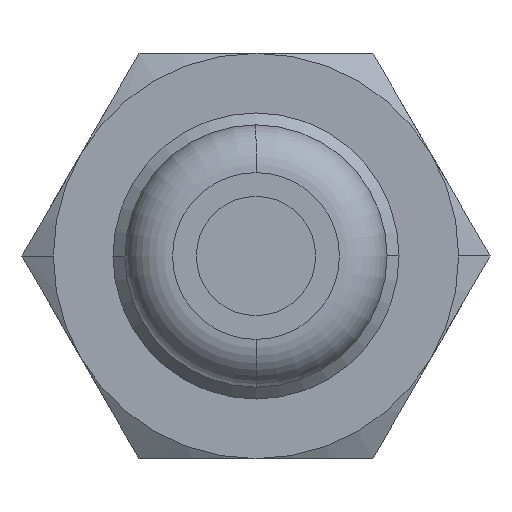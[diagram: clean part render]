
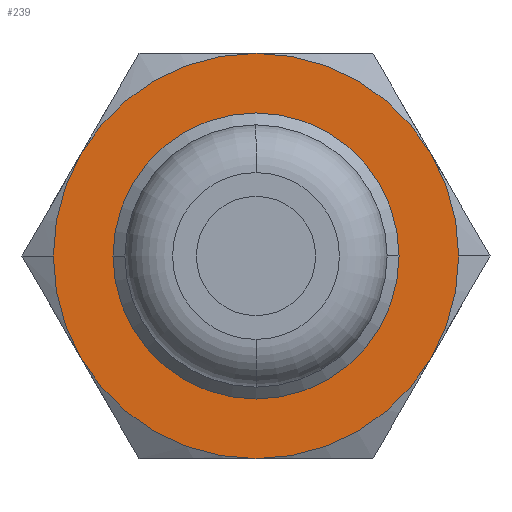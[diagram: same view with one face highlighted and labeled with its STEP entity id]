
A CAD part, front view. The second image highlights one B-rep face of the part: STEP entity #239.
In plain terms, the highlighted planar face has unit normal (0, -1, 0).
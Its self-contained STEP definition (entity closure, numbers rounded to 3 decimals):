
#239=ADVANCED_FACE('',(#418,#419),#420,.T.);
#418=FACE_OUTER_BOUND('',#636,.T.);
#419=FACE_BOUND('',#637,.T.);
#420=PLANE('',#638);
#636=EDGE_LOOP('',(#1221,#1222,#1223,#1224,#1225,#1226,#1227,#1228));
#637=EDGE_LOOP('',(#1229,#1230));
#638=AXIS2_PLACEMENT_3D('',#1231,#1232,#1233);
#1221=ORIENTED_EDGE('',*,*,#1654,.F.);
#1222=ORIENTED_EDGE('',*,*,#1640,.F.);
#1223=ORIENTED_EDGE('',*,*,#1643,.F.);
#1224=ORIENTED_EDGE('',*,*,#1645,.F.);
#1225=ORIENTED_EDGE('',*,*,#1638,.F.);
#1226=ORIENTED_EDGE('',*,*,#1649,.F.);
#1227=ORIENTED_EDGE('',*,*,#1652,.F.);
#1228=ORIENTED_EDGE('',*,*,#1634,.F.);
#1229=ORIENTED_EDGE('',*,*,#1674,.T.);
#1230=ORIENTED_EDGE('',*,*,#1618,.T.);
#1231=CARTESIAN_POINT('',(7.25,-13.0,0.0));
#1232=DIRECTION('',(0.0,-1.0,0.0));
#1233=DIRECTION('',(-1.0,0.0,0.0));
#1618=EDGE_CURVE('',#1931,#1928,#1932,.T.);
#1634=EDGE_CURVE('',#1958,#1961,#1962,.T.);
#1638=EDGE_CURVE('',#1967,#1965,#1969,.T.);
#1640=EDGE_CURVE('',#1971,#1973,#1974,.T.);
#1643=EDGE_CURVE('',#1977,#1971,#1979,.T.);
#1645=EDGE_CURVE('',#1965,#1977,#1981,.T.);
#1649=EDGE_CURVE('',#1985,#1967,#1987,.T.);
#1652=EDGE_CURVE('',#1961,#1985,#1991,.T.);
#1654=EDGE_CURVE('',#1973,#1958,#1993,.T.);
#1674=EDGE_CURVE('',#1928,#1931,#2021,.T.);
#1928=VERTEX_POINT('',#2371);
#1931=VERTEX_POINT('',#2375);
#1932=CIRCLE('',#2376,6.0);
#1958=VERTEX_POINT('',#2431);
#1961=VERTEX_POINT('',#2435);
#1962=CIRCLE('',#2436,8.5);
#1965=VERTEX_POINT('',#2450);
#1967=VERTEX_POINT('',#2453);
#1969=CIRCLE('',#2466,8.5);
#1971=VERTEX_POINT('',#2468);
#1973=VERTEX_POINT('',#2481);
#1974=CIRCLE('',#2482,8.5);
#1977=VERTEX_POINT('',#2496);
#1979=CIRCLE('',#2509,8.5);
#1981=CIRCLE('',#2522,8.5);
#1985=VERTEX_POINT('',#2548);
#1987=CIRCLE('',#2561,8.5);
#1991=CIRCLE('',#2587,8.5);
#1993=CIRCLE('',#2600,8.5);
#2021=CIRCLE('',#2738,6.0);
#2371=CARTESIAN_POINT('',(6.0,-13.0,0.0));
#2375=CARTESIAN_POINT('',(-6.0,-13.0,0.));
#2376=AXIS2_PLACEMENT_3D('',#3407,#3408,#3409);
#2431=CARTESIAN_POINT('',(8.5,-13.0,0.));
#2435=CARTESIAN_POINT('',(7.361,-13.0,-4.25));
#2436=AXIS2_PLACEMENT_3D('',#3433,#3434,#3435);
#2450=CARTESIAN_POINT('',(-8.5,-13.0,0.));
#2453=CARTESIAN_POINT('',(-7.361,-13.0,-4.25));
#2466=AXIS2_PLACEMENT_3D('',#3437,#3438,#3439);
#2468=CARTESIAN_POINT('',(0.,-13.0,8.5));
#2481=CARTESIAN_POINT('',(7.361,-13.0,4.25));
#2482=AXIS2_PLACEMENT_3D('',#3440,#3441,#3442);
#2496=CARTESIAN_POINT('',(-7.361,-13.0,4.25));
#2509=AXIS2_PLACEMENT_3D('',#3443,#3444,#3445);
#2522=AXIS2_PLACEMENT_3D('',#3446,#3447,#3448);
#2548=CARTESIAN_POINT('',(0.0,-13.0,-8.5));
#2561=AXIS2_PLACEMENT_3D('',#3449,#3450,#3451);
#2587=AXIS2_PLACEMENT_3D('',#3452,#3453,#3454);
#2600=AXIS2_PLACEMENT_3D('',#3455,#3456,#3457);
#2738=AXIS2_PLACEMENT_3D('',#3485,#3486,#3487);
#3407=CARTESIAN_POINT('',(0.0,-13.0,0.0));
#3408=DIRECTION('',(0.0,1.0,0.0));
#3409=DIRECTION('',(1.0,0.0,0.0));
#3433=CARTESIAN_POINT('',(0.0,-13.0,0.0));
#3434=DIRECTION('',(0.0,1.0,0.0));
#3435=DIRECTION('',(1.0,0.0,0.0));
#3437=CARTESIAN_POINT('',(0.0,-13.0,0.0));
#3438=DIRECTION('',(0.0,1.0,0.0));
#3439=DIRECTION('',(1.0,0.0,0.0));
#3440=CARTESIAN_POINT('',(0.0,-13.0,0.0));
#3441=DIRECTION('',(0.0,1.0,0.0));
#3442=DIRECTION('',(1.0,0.0,0.0));
#3443=CARTESIAN_POINT('',(0.0,-13.0,0.0));
#3444=DIRECTION('',(0.0,1.0,0.0));
#3445=DIRECTION('',(1.0,0.0,0.0));
#3446=CARTESIAN_POINT('',(0.0,-13.0,0.0));
#3447=DIRECTION('',(0.0,1.0,0.0));
#3448=DIRECTION('',(1.0,0.0,0.0));
#3449=CARTESIAN_POINT('',(0.0,-13.0,0.0));
#3450=DIRECTION('',(0.0,1.0,0.0));
#3451=DIRECTION('',(1.0,0.0,0.0));
#3452=CARTESIAN_POINT('',(0.0,-13.0,0.0));
#3453=DIRECTION('',(0.0,1.0,0.0));
#3454=DIRECTION('',(1.0,0.0,0.0));
#3455=CARTESIAN_POINT('',(0.0,-13.0,0.0));
#3456=DIRECTION('',(0.0,1.0,0.0));
#3457=DIRECTION('',(1.0,0.0,0.0));
#3485=CARTESIAN_POINT('',(0.0,-13.0,0.0));
#3486=DIRECTION('',(0.0,1.0,0.0));
#3487=DIRECTION('',(1.0,0.0,0.0));
